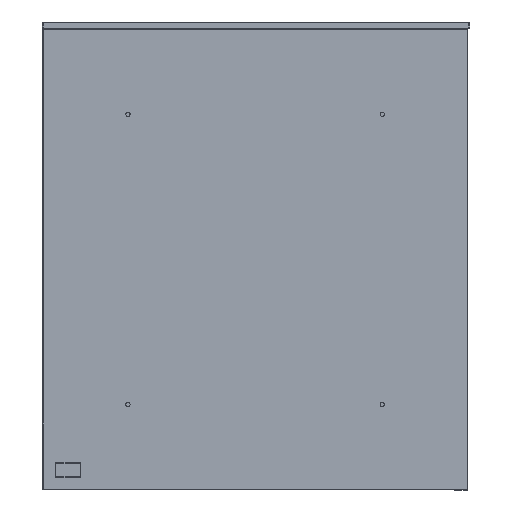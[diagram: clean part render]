
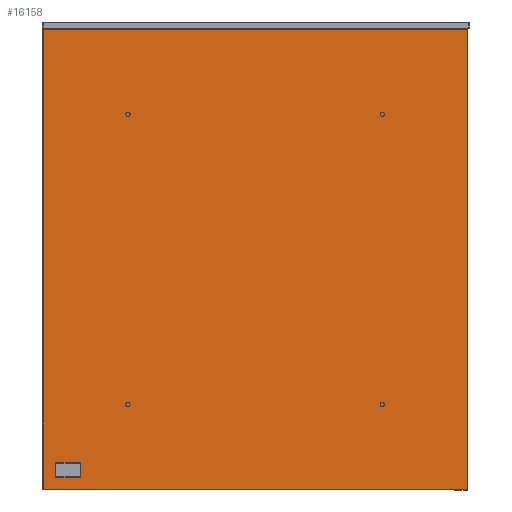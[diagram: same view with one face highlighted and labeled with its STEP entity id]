
A CAD part, left-side view. The second image highlights one B-rep face of the part: STEP entity #16158.
In plain terms, the highlighted planar face has unit normal (-1, 0, 0).
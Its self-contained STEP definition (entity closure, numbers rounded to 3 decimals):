
#15896=CARTESIAN_POINT('',(-1320.943,3185.176,1.131));
#15897=VERTEX_POINT('',#15896);
#15898=CARTESIAN_POINT('',(-1320.943,3185.176,538.869));
#15899=VERTEX_POINT('',#15898);
#15900=CARTESIAN_POINT('',(-1320.943,3185.176,1.131));
#15901=DIRECTION('',(0.0,0.0,1.0));
#15902=VECTOR('',#15901,537.737);
#15903=LINE('',#15900,#15902);
#15904=EDGE_CURVE('',#15897,#15899,#15903,.T.);
#15927=CARTESIAN_POINT('',(-1320.943,3184.845,539.2));
#15928=VERTEX_POINT('',#15927);
#15929=CARTESIAN_POINT('',(-1320.943,3185.176,538.869));
#15930=DIRECTION('',(0.0,-0.707,0.707));
#15931=VECTOR('',#15930,0.469);
#15932=LINE('',#15929,#15931);
#15933=EDGE_CURVE('',#15899,#15928,#15932,.T.);
#15951=CARTESIAN_POINT('',(-1320.943,2689.107,539.2));
#15952=VERTEX_POINT('',#15951);
#15953=CARTESIAN_POINT('',(-1320.943,3184.845,539.2));
#15954=DIRECTION('',(0.0,-1.0,0.0));
#15955=VECTOR('',#15954,495.737);
#15956=LINE('',#15953,#15955);
#15957=EDGE_CURVE('',#15928,#15952,#15956,.T.);
#15984=CARTESIAN_POINT('',(-1320.943,2688.776,538.869));
#15985=VERTEX_POINT('',#15984);
#15986=CARTESIAN_POINT('',(-1320.943,2689.107,539.2));
#15987=DIRECTION('',(0.0,-0.707,-0.707));
#15988=VECTOR('',#15987,0.469);
#15989=LINE('',#15986,#15988);
#15990=EDGE_CURVE('',#15952,#15985,#15989,.T.);
#16015=CARTESIAN_POINT('',(-1320.943,2688.776,1.131));
#16016=VERTEX_POINT('',#16015);
#16017=CARTESIAN_POINT('',(-1320.943,2688.776,538.869));
#16018=DIRECTION('',(0.0,0.0,-1.0));
#16019=VECTOR('',#16018,537.737);
#16020=LINE('',#16017,#16019);
#16021=EDGE_CURVE('',#15985,#16016,#16020,.T.);
#16046=CARTESIAN_POINT('',(-1320.943,2689.107,0.8));
#16047=VERTEX_POINT('',#16046);
#16048=CARTESIAN_POINT('',(-1320.943,2688.776,1.131));
#16049=DIRECTION('',(0.0,0.707,-0.707));
#16050=VECTOR('',#16049,0.469);
#16051=LINE('',#16048,#16050);
#16052=EDGE_CURVE('',#16016,#16047,#16051,.T.);
#16075=CARTESIAN_POINT('',(-1320.943,3184.845,0.8));
#16076=VERTEX_POINT('',#16075);
#16077=CARTESIAN_POINT('',(-1320.943,2689.107,0.8));
#16078=DIRECTION('',(0.0,1.0,0.0));
#16079=VECTOR('',#16078,495.737);
#16080=LINE('',#16077,#16079);
#16081=EDGE_CURVE('',#16047,#16076,#16080,.T.);
#16099=CARTESIAN_POINT('',(-1320.943,3184.845,0.8));
#16100=DIRECTION('',(0.0,0.707,0.707));
#16101=VECTOR('',#16100,0.469);
#16102=LINE('',#16099,#16101);
#16103=EDGE_CURVE('',#16076,#15897,#16102,.T.);
#16143=CARTESIAN_POINT('',(-1320.943,2936.976,0.799));
#16144=DIRECTION('',(-1.0,0.0,0.0));
#16145=DIRECTION('',(0.0,0.0,1.0));
#16146=AXIS2_PLACEMENT_3D('',#16143,#16144,#16145);
#16147=PLANE('',#16146);
#16148=ORIENTED_EDGE('',*,*,#15904,.F.);
#16149=ORIENTED_EDGE('',*,*,#16103,.F.);
#16150=ORIENTED_EDGE('',*,*,#16081,.F.);
#16151=ORIENTED_EDGE('',*,*,#16052,.F.);
#16152=ORIENTED_EDGE('',*,*,#16021,.F.);
#16153=ORIENTED_EDGE('',*,*,#15990,.F.);
#16154=ORIENTED_EDGE('',*,*,#15957,.F.);
#16155=ORIENTED_EDGE('',*,*,#15933,.F.);
#16156=EDGE_LOOP('',(#16148,#16149,#16150,#16151,#16152,#16153,#16154,#16155));
#16157=FACE_OUTER_BOUND('',#16156,.T.);
#16158=ADVANCED_FACE('',(#16157),#16147,.T.);
